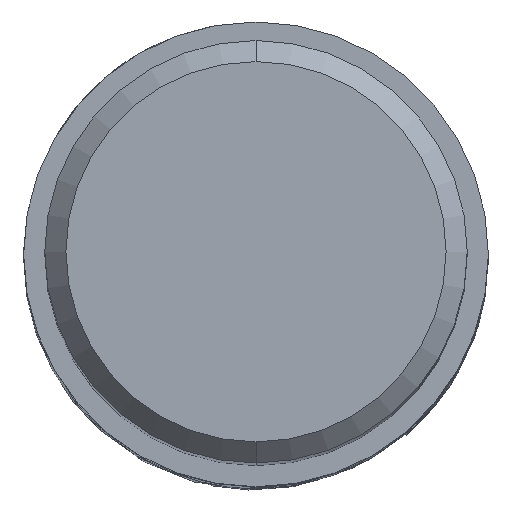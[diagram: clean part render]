
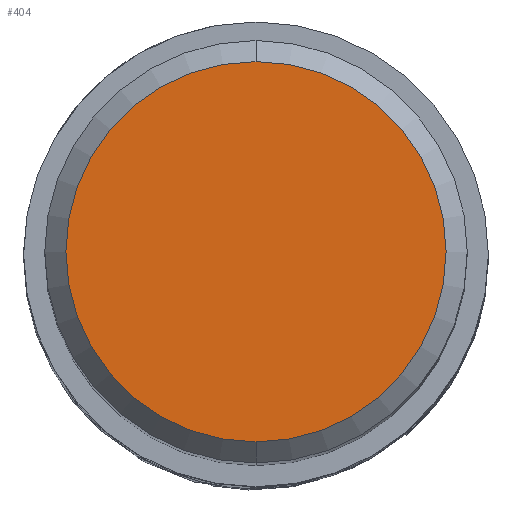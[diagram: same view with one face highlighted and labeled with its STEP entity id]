
A CAD part, top view. The second image highlights one B-rep face of the part: STEP entity #404.
In plain terms, the highlighted planar face has unit normal (0, 0, 1).
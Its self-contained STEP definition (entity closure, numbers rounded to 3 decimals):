
#306=VERTEX_POINT('',#841);
#368=EDGE_CURVE('',#488,#306,#911,.T.);
#404=ADVANCED_FACE('',(#949),#950,.T.);
#488=VERTEX_POINT('',#1041);
#648=EDGE_CURVE('',#306,#488,#1215,.T.);
#841=CARTESIAN_POINT('',(0.,-5.4,0.0));
#911=CIRCLE('',#1693,5.4);
#949=FACE_OUTER_BOUND('',#1842,.T.);
#950=PLANE('',#1843);
#1041=CARTESIAN_POINT('',(0.0,5.4,0.0));
#1215=CIRCLE('',#4073,5.4);
#1693=AXIS2_PLACEMENT_3D('',#5194,#5195,#5196);
#1842=EDGE_LOOP('',(#5222,#5223));
#1843=AXIS2_PLACEMENT_3D('',#5224,#5225,#5226);
#4073=AXIS2_PLACEMENT_3D('',#5499,#5500,#5501);
#5194=CARTESIAN_POINT('',(0.0,0.0,0.0));
#5195=DIRECTION('',(0.0,0.0,-1.0));
#5196=DIRECTION('',(0.0,1.0,0.0));
#5222=ORIENTED_EDGE('',*,*,#368,.F.);
#5223=ORIENTED_EDGE('',*,*,#648,.F.);
#5224=CARTESIAN_POINT('',(0.0,2.7,0.0));
#5225=DIRECTION('',(-0.0,0.0,1.0));
#5226=DIRECTION('',(0.0,-1.0,0.0));
#5499=CARTESIAN_POINT('',(0.0,0.0,0.0));
#5500=DIRECTION('',(0.0,0.0,-1.0));
#5501=DIRECTION('',(0.0,1.0,0.0));
